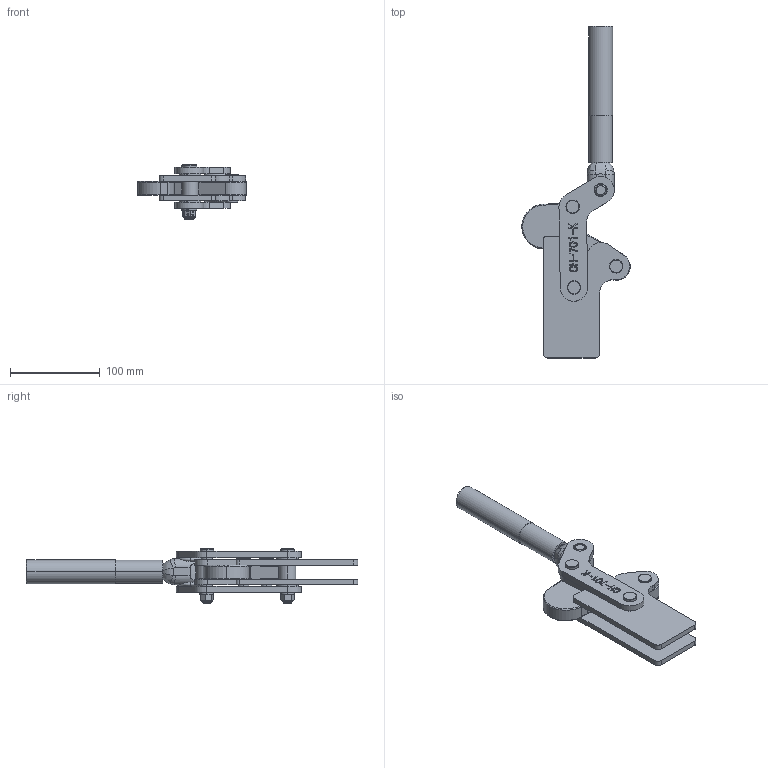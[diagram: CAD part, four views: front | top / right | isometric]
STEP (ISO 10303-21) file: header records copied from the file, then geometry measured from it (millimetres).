
FILE_DESCRIPTION (( 'STEP AP203' ), '1' );
FILE_NAME ('CH-701-K.STEP', '2017-12-08T01:22:27', ( 'Windows' ), ( 'Microsoft' ), 'SwSTEP 2.0', 'SolidWorks 2015', '' );
FILE_SCHEMA (( 'CONFIG_CONTROL_DESIGN' ));
Length unit declared in the file: millimetre
Products named in the file (14): 702-K-09; 701-K-04; 701-K-01; 702-K-14; 702-K-05; 702-K-06; 702-K-08; 702-K-15; 702-K-13; 702-K-10; 702-K-12; CH-701-K; 702-K-03; 702-K-07
Assembly tree (19 placements, depth 2):
  CH-701-K
    701-K-01
    702-K-05
    702-K-08
    702-K-13  x2
    702-K-12  x2
    702-K-03
    702-K-07  x2
    702-K-09
    701-K-04
    702-K-14  x2
    702-K-06  x2
    702-K-15  x2
    702-K-10
Bounding box: 120.93 x 370.03 x 61 mm (x, y, z)
Volume: 343070.3 mm3; surface area: 139238.1 mm2
Topology: 23 solids, 23 shells, 2327 faces, 6662 edges, 4406 vertices
Faces by surface type: plane 1439, cylinder 746, cone 88, torus 27, bspline 27
Entity records: 53515 total; most frequent: CARTESIAN_POINT 11589, DIRECTION 8629, ORIENTED_EDGE 8522, EDGE_CURVE 4261, AXIS2_PLACEMENT_3D 2986, VERTEX_POINT 2815, LINE 2657, VECTOR 2657
